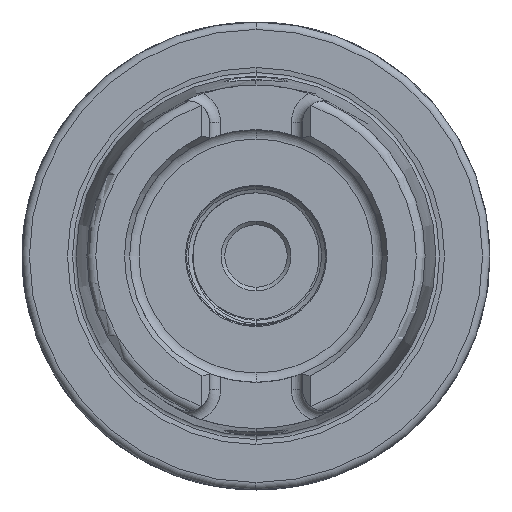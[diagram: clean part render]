
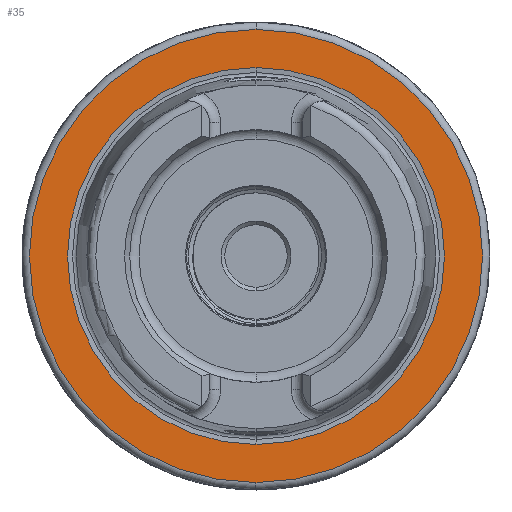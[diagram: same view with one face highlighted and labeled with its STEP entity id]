
A CAD part, left-side view. The second image highlights one B-rep face of the part: STEP entity #35.
In plain terms, the highlighted planar face has unit normal (-1, 0, 0).
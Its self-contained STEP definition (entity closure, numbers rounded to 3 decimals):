
#35 = ADVANCED_FACE ( 'NONE', ( #1733, #1730 ), #2915, .T. ) ;
#285 = EDGE_CURVE ( 'NONE', #5786, #5785, #3190, .T. ) ;
#295 = EDGE_CURVE ( 'NONE', #5792, #5791, #3185, .T. ) ;
#507 = EDGE_CURVE ( 'NONE', #5791, #5792, #3253, .T. ) ;
#508 = EDGE_CURVE ( 'NONE', #5785, #5786, #3252, .T. ) ;
#655 = AXIS2_PLACEMENT_3D ( 'NONE', #15279, #15280, #15281 ) ;
#863 = ORIENTED_EDGE ( 'NONE', *, *, #285, .T. ) ;
#864 = ORIENTED_EDGE ( 'NONE', *, *, #508, .T. ) ;
#865 = ORIENTED_EDGE ( 'NONE', *, *, #507, .T. ) ;
#866 = ORIENTED_EDGE ( 'NONE', *, *, #295, .T. ) ;
#1728 = AXIS2_PLACEMENT_3D ( 'NONE', #2963, #3118, #3117 ) ;
#1730 = FACE_BOUND ( 'NONE', #8318, .T. ) ;
#1733 = FACE_OUTER_BOUND ( 'NONE', #8317, .T. ) ;
#2915 = PLANE ( 'NONE',  #1728 ) ;
#2963 = CARTESIAN_POINT ( 'NONE',  ( 0., 25.369, 0. ) ) ;
#3117 = DIRECTION ( 'NONE',  ( 0., 0., 1. ) ) ;
#3118 = DIRECTION ( 'NONE',  ( -1., 0., 0. ) ) ;
#3185 = CIRCLE ( 'NONE', #13349, 25.369 ) ;
#3190 = CIRCLE ( 'NONE', #13351, 30.5 ) ;
#3252 = CIRCLE ( 'NONE', #655, 30.5 ) ;
#3253 = CIRCLE ( 'NONE', #7323, 25.369 ) ;
#4165 = CARTESIAN_POINT ( 'NONE',  ( 0., 0., 0. ) ) ;
#4166 = DIRECTION ( 'NONE',  ( -1., 0., 0. ) ) ;
#4167 = DIRECTION ( 'NONE',  ( 0., 0., 1. ) ) ;
#4195 = CARTESIAN_POINT ( 'NONE',  ( 0., 0., 0. ) ) ;
#4196 = DIRECTION ( 'NONE',  ( 1., 0., 0. ) ) ;
#4197 = DIRECTION ( 'NONE',  ( 0., 0., -1. ) ) ;
#5785 = VERTEX_POINT ( 'NONE', #6146 ) ;
#5786 = VERTEX_POINT ( 'NONE', #6147 ) ;
#5791 = VERTEX_POINT ( 'NONE', #6152 ) ;
#5792 = VERTEX_POINT ( 'NONE', #6153 ) ;
#6146 = CARTESIAN_POINT ( 'NONE',  ( 0., 0., -30.5 ) ) ;
#6147 = CARTESIAN_POINT ( 'NONE',  ( 0., 0., 30.5 ) ) ;
#6152 = CARTESIAN_POINT ( 'NONE',  ( 0., 0., -25.369 ) ) ;
#6153 = CARTESIAN_POINT ( 'NONE',  ( 0., 0., 25.369 ) ) ;
#7323 = AXIS2_PLACEMENT_3D ( 'NONE', #15276, #15277, #15278 ) ;
#8317 = EDGE_LOOP ( 'NONE', ( #863, #864 ) ) ;
#8318 = EDGE_LOOP ( 'NONE', ( #866, #865 ) ) ;
#13349 = AXIS2_PLACEMENT_3D ( 'NONE', #4195, #4196, #4197 ) ;
#13351 = AXIS2_PLACEMENT_3D ( 'NONE', #4165, #4166, #4167 ) ;
#15276 = CARTESIAN_POINT ( 'NONE',  ( 0., 0., 0. ) ) ;
#15277 = DIRECTION ( 'NONE',  ( 1., 0., 0. ) ) ;
#15278 = DIRECTION ( 'NONE',  ( 0., 0., -1. ) ) ;
#15279 = CARTESIAN_POINT ( 'NONE',  ( 0., 0., 0. ) ) ;
#15280 = DIRECTION ( 'NONE',  ( -1., 0., 0. ) ) ;
#15281 = DIRECTION ( 'NONE',  ( 0., 0., 1. ) ) ;
